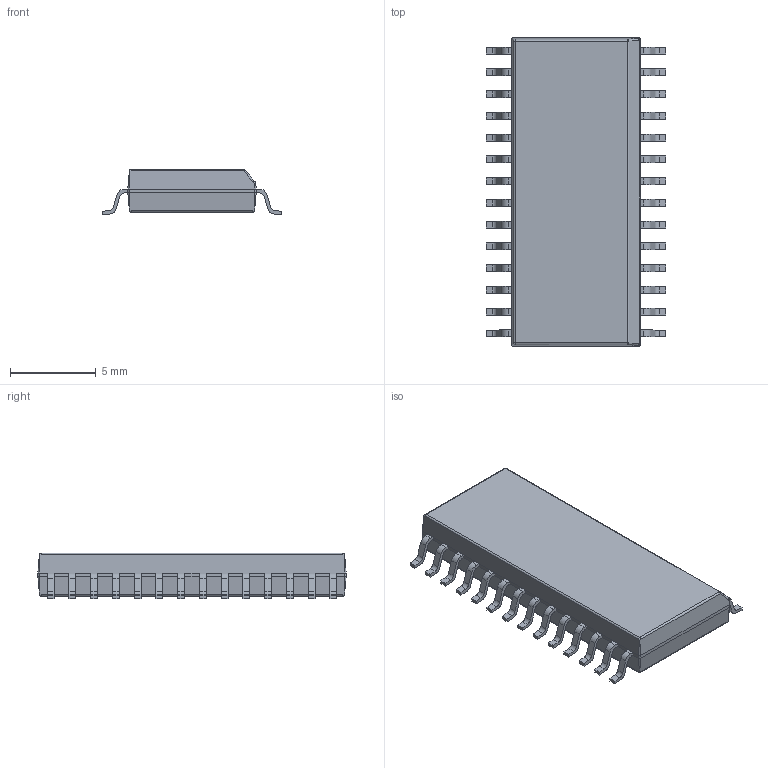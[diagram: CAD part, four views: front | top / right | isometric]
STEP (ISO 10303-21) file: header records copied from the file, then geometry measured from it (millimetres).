
FILE_DESCRIPTION(('FreeCAD Model'),'2;1');
FILE_NAME('Open CASCADE Shape Model','2024-12-22T12:07:06',(''),(''), 'Open CASCADE STEP processor 7.8','FreeCAD','Unknown');
FILE_SCHEMA(('AUTOMOTIVE_DESIGN { 1 0 10303 214 1 1 1 1 }'));
Length unit declared in the file: millimetre
Products named in the file (5): smd_ic_soic_28; Body; Array (Mirror #1); Array; Body002
Assembly tree (17 placements, depth 3):
  smd_ic_soic_28
    Body
    Array (Mirror #1)
    Array
      Body002  x14
Bounding box: 10.5 x 18 x 2.65 mm (x, y, z)
Volume: 328.1 mm3; surface area: 456.3 mm2
Topology: 29 solids, 29 shells, 442 faces, 1134 edges, 736 vertices
Faces by surface type: plane 295, cylinder 127, bspline 18, sphere 2
Entity records: 10678 total; most frequent: CARTESIAN_POINT 4252, ORIENTED_EDGE 1304, DIRECTION 1234, EDGE_CURVE 652, LINE 458, VECTOR 458, VERTEX_POINT 424, AXIS2_PLACEMENT_3D 388
